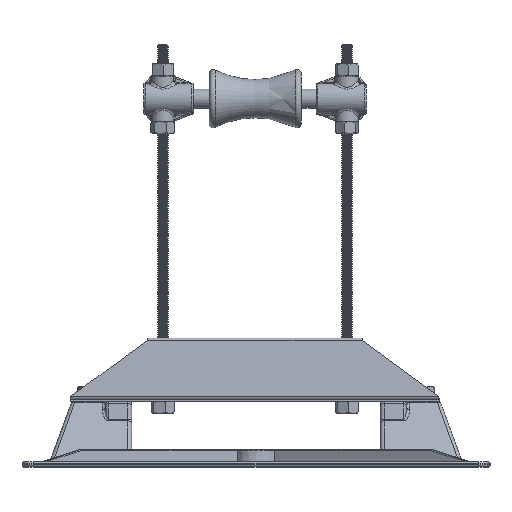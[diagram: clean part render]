
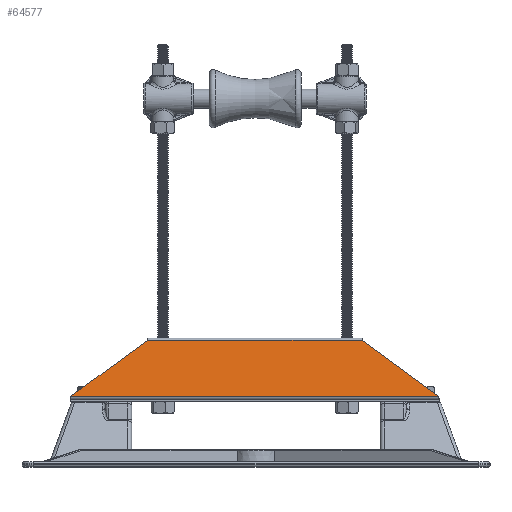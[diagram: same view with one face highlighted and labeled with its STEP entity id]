
A CAD part, top view. The second image highlights one B-rep face of the part: STEP entity #64577.
In plain terms, the highlighted face is planar.
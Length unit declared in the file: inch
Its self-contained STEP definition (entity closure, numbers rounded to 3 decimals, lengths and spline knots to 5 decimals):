
#64374=CARTESIAN_POINT('',(0.01591,0.10263,12.));
#64375=VERTEX_POINT('',#64374);
#64383=CARTESIAN_POINT('',(0.01591,0.10263,0.0));
#64384=VERTEX_POINT('',#64383);
#64385=CARTESIAN_POINT('',(0.01591,0.10263,12.));
#64386=DIRECTION('',(0.0,0.0,-1.0));
#64387=VECTOR('',#64386,12.);
#64388=LINE('',#64385,#64387);
#64389=EDGE_CURVE('',#64375,#64384,#64388,.T.);
#64528=CARTESIAN_POINT('',(0.29832,1.92463,9.5));
#64529=VERTEX_POINT('',#64528);
#64530=CARTESIAN_POINT('',(0.29832,1.92463,2.5));
#64531=VERTEX_POINT('',#64530);
#64532=CARTESIAN_POINT('',(0.29832,1.92463,9.5));
#64533=DIRECTION('',(0.0,0.0,-1.0));
#64534=VECTOR('',#64533,7.);
#64535=LINE('',#64532,#64534);
#64536=EDGE_CURVE('',#64529,#64531,#64535,.T.);
#64556=CARTESIAN_POINT('',(0.,0.,12.));
#64557=DIRECTION('',(-0.988,0.153,0.));
#64558=DIRECTION('',(0.0,0.0,1.0));
#64559=AXIS2_PLACEMENT_3D('',#64556,#64557,#64558);
#64560=PLANE('',#64559);
#64561=ORIENTED_EDGE('',*,*,#64389,.F.);
#64562=CARTESIAN_POINT('',(0.01591,0.10263,12.));
#64563=DIRECTION('',(0.091,0.587,-0.805));
#64564=VECTOR('',#64563,3.10635);
#64565=LINE('',#64562,#64564);
#64566=EDGE_CURVE('',#64375,#64529,#64565,.T.);
#64567=ORIENTED_EDGE('',*,*,#64566,.T.);
#64568=ORIENTED_EDGE('',*,*,#64536,.T.);
#64569=CARTESIAN_POINT('',(0.29832,1.92463,2.5));
#64570=DIRECTION('',(-0.091,-0.587,-0.805));
#64571=VECTOR('',#64570,3.10635);
#64572=LINE('',#64569,#64571);
#64573=EDGE_CURVE('',#64531,#64384,#64572,.T.);
#64574=ORIENTED_EDGE('',*,*,#64573,.T.);
#64575=EDGE_LOOP('',(#64561,#64567,#64568,#64574));
#64576=FACE_OUTER_BOUND('',#64575,.T.);
#64577=ADVANCED_FACE('',(#64576),#64560,.T.);
